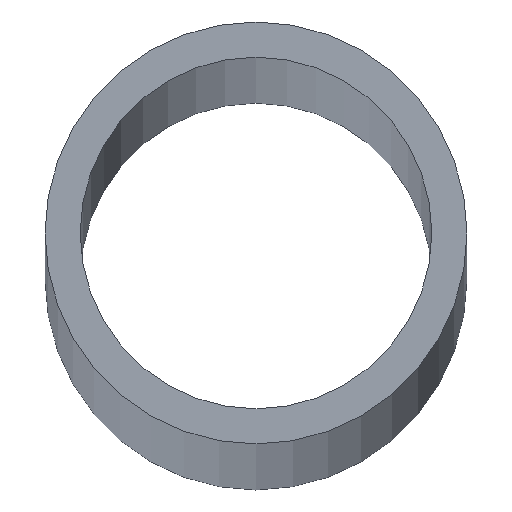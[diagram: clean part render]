
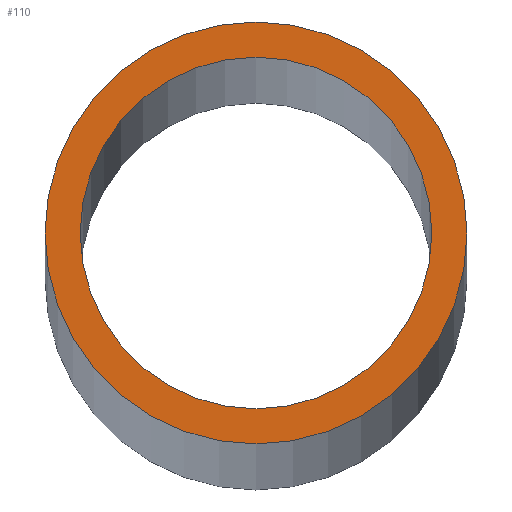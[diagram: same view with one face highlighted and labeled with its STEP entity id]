
A CAD part, top view. The second image highlights one B-rep face of the part: STEP entity #110.
In plain terms, the highlighted planar face has unit normal (0, 0, 1).
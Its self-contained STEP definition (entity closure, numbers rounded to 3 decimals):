
#9 = ORIENTED_EDGE ( 'NONE', *, *, #71, .T. ) ;
#12 = AXIS2_PLACEMENT_3D ( 'NONE', #57, #48, #126 ) ;
#19 = EDGE_LOOP ( 'NONE', ( #9 ) ) ;
#27 = EDGE_LOOP ( 'NONE', ( #119 ) ) ;
#31 = FACE_OUTER_BOUND ( 'NONE', #19, .T. ) ;
#35 = CARTESIAN_POINT ( 'NONE',  ( 0., 0., 0. ) ) ;
#41 = EDGE_CURVE ( 'NONE', #98, #98, #47, .T. ) ;
#45 = CARTESIAN_POINT ( 'NONE',  ( 0., 0., 0. ) ) ;
#47 = CIRCLE ( 'NONE', #68, 20. ) ;
#48 = DIRECTION ( 'NONE',  ( 0., 0., 1. ) ) ;
#57 = CARTESIAN_POINT ( 'NONE',  ( 0., 0., 0. ) ) ;
#58 = FACE_BOUND ( 'NONE', #27, .T. ) ;
#61 = CIRCLE ( 'NONE', #66, 24. ) ;
#63 = VERTEX_POINT ( 'NONE', #130 ) ;
#66 = AXIS2_PLACEMENT_3D ( 'NONE', #45, #111, #107 ) ;
#68 = AXIS2_PLACEMENT_3D ( 'NONE', #35, #69, #106 ) ;
#69 = DIRECTION ( 'NONE',  ( 0., 0., 1. ) ) ;
#71 = EDGE_CURVE ( 'NONE', #63, #63, #61, .T. ) ;
#83 = PLANE ( 'NONE',  #12 ) ;
#93 = CARTESIAN_POINT ( 'NONE',  ( 20., 0., 0. ) ) ;
#98 = VERTEX_POINT ( 'NONE', #93 ) ;
#106 = DIRECTION ( 'NONE',  ( 1., 0., 0. ) ) ;
#107 = DIRECTION ( 'NONE',  ( 1., 0., 0. ) ) ;
#110 = ADVANCED_FACE ( 'NONE', ( #58, #31 ), #83, .T. ) ;
#111 = DIRECTION ( 'NONE',  ( 0., 0., 1. ) ) ;
#119 = ORIENTED_EDGE ( 'NONE', *, *, #41, .F. ) ;
#126 = DIRECTION ( 'NONE',  ( 1., 0., 0. ) ) ;
#130 = CARTESIAN_POINT ( 'NONE',  ( 24., 0., 0. ) ) ;
